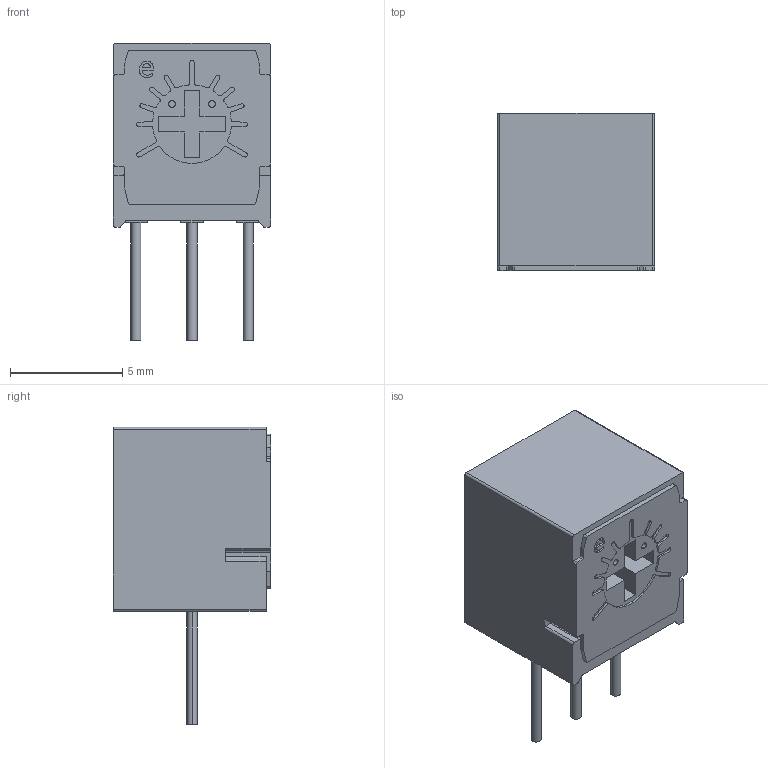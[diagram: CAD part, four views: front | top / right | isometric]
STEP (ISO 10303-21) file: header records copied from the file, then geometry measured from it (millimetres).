
FILE_DESCRIPTION (( 'STEP AP214' ), '1' );
FILE_NAME ('RES-ADJ-TH_3P-L7.0-W7.0-H7-P2.50-L.step', '2022-07-28T08:41:59', ( '' ), ( '' ), 'SwSTEP 2.0', 'SolidWorks 2020', '' );
FILE_SCHEMA (( 'AUTOMOTIVE_DESIGN' ));
Length unit declared in the file: millimetre
Products named in the file (1): RES-ADJ-TH_3P-L7.0-W7.0-H7-P2.50-L
Bounding box: 7 x 7 x 13.25 mm (x, y, z)
Volume: 382.6 mm3; surface area: 375.8 mm2
Topology: 1 solids, 1 shells, 424 faces, 1179 edges, 786 vertices
Faces by surface type: plane 218, bspline 106, cylinder 100
Entity records: 19257 total; most frequent: CARTESIAN_POINT 4216, ORIENTED_EDGE 2358, DIRECTION 1801, EDGE_CURVE 1179, VERTEX_POINT 786, LINE 763, VECTOR 763, AXIS2_PLACEMENT_3D 519
